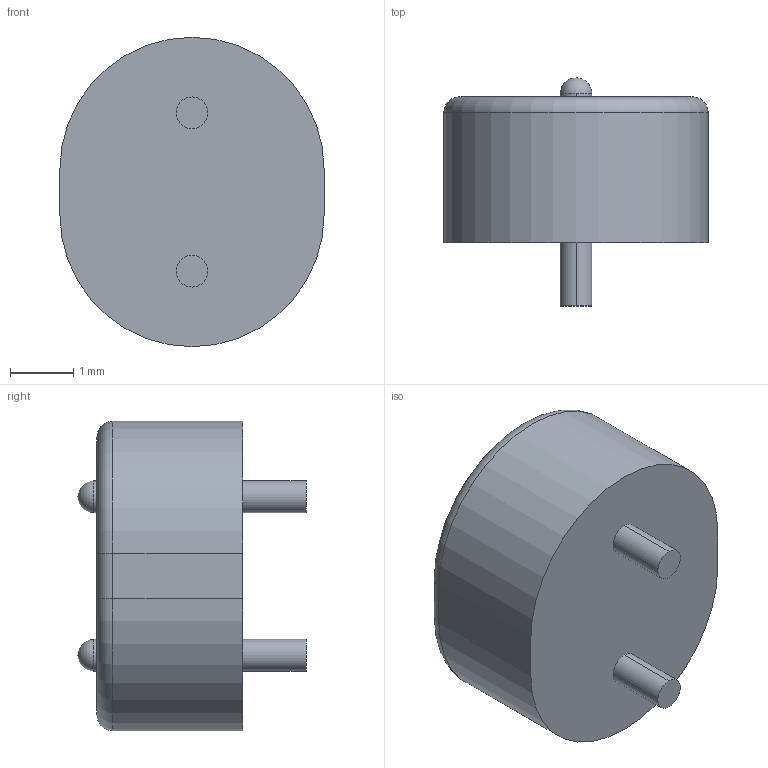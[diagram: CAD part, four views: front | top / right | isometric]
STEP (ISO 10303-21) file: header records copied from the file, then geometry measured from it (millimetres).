
FILE_DESCRIPTION (( 'STEP AP214' ), '1' );
FILE_NAME ('Photo_Cell_VT900.STEP', '2013-05-14T08:31:52', ( 'Master' ), ( '' ), 'SwSTEP 2.0', 'SolidWorks 2010', '' );
FILE_SCHEMA (( 'AUTOMOTIVE_DESIGN' ));
Length unit declared in the file: millimetre
Products named in the file (1): Photo_Cell_VT900
Bounding box: 4.17 x 3.6 x 4.88 mm (x, y, z)
Volume: 36.5 mm3; surface area: 74.6 mm2
Topology: 1 solids, 1 shells, 116 faces, 324 edges, 213 vertices
Faces by surface type: cylinder 55, plane 53, torus 6, sphere 2
Entity records: 3888 total; most frequent: DIRECTION 673, CARTESIAN_POINT 644, ORIENTED_EDGE 636, EDGE_CURVE 318, AXIS2_PLACEMENT_3D 238, VERTEX_POINT 209, VECTOR 197, LINE 197
